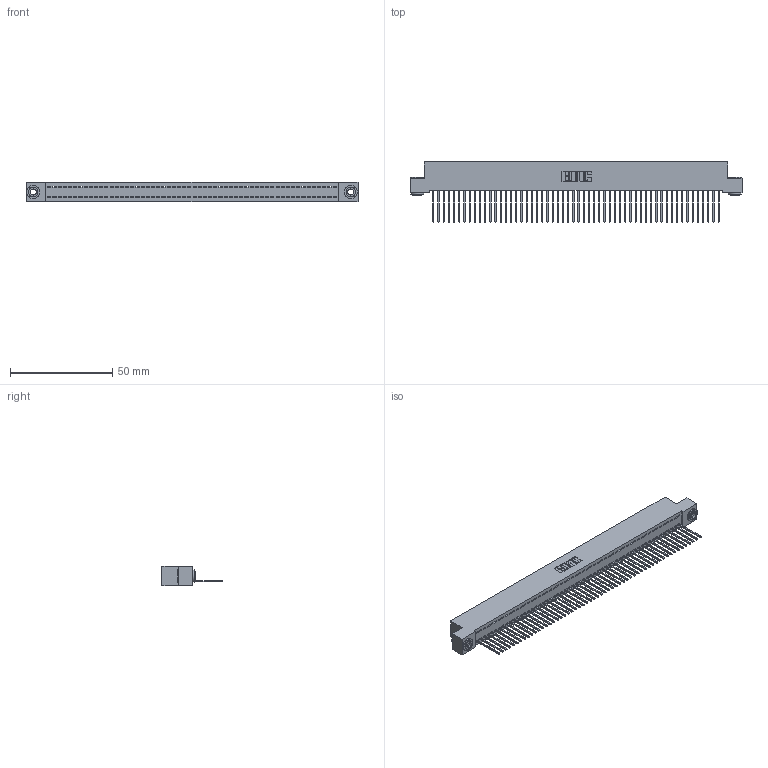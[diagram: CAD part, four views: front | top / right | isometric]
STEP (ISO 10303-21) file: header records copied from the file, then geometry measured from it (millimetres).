
FILE_DESCRIPTION (( 'STEP AP203' ), '1' );
FILE_NAME ('342-056-540-103.STEP', '2018-08-13T02:44:29', ( '' ), ( '' ), 'SwSTEP 2.0', 'SolidWorks 2016', '' );
FILE_SCHEMA (( 'CONFIG_CONTROL_DESIGN' ));
Length unit declared in the file: inch
Products named in the file (4): 342 Part_.156 TH; 345-292-001_345-293-140; 342-250-002_345-250-002-102; 342-056-540-103
Assembly tree (59 placements, depth 2):
  342-056-540-103
    342 Part_.156 TH
    345-292-001_345-293-140  x56
    342-250-002_345-250-002-102  x2
Bounding box: 162.56 x 29.47 x 9.4 mm (x, y, z)
Volume: 14403.5 mm3; surface area: 22162.8 mm2
Topology: 59 solids, 59 shells, 3396 faces, 10231 edges, 6742 vertices
Faces by surface type: plane 2428, cylinder 960, cone 8
Entity records: 32960 total; most frequent: CARTESIAN_POINT 5661, ORIENTED_EDGE 5646, DIRECTION 4781, EDGE_CURVE 2823, VECTOR 2671, LINE 2671, VERTEX_POINT 1878, AXIS2_PLACEMENT_3D 1055
